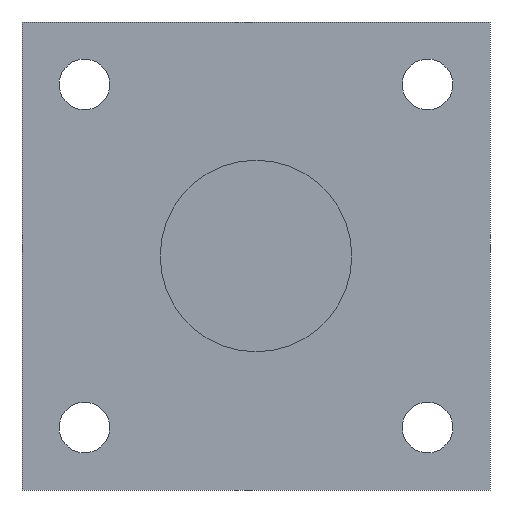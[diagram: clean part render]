
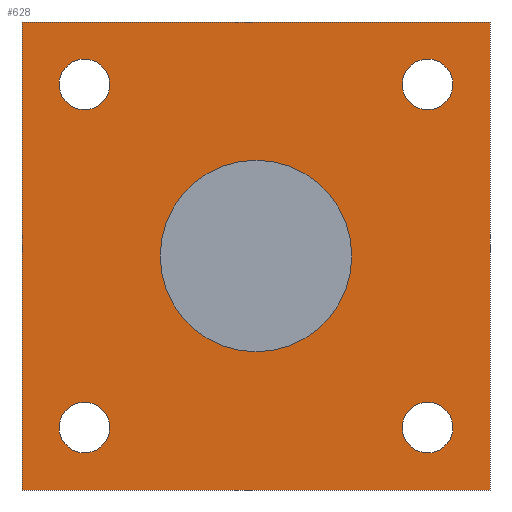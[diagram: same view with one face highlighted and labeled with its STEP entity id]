
A CAD part, left-side view. The second image highlights one B-rep face of the part: STEP entity #628.
In plain terms, the highlighted planar face has unit normal (-1, 0, 0).
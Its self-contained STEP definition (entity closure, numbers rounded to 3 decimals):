
#53=LINE('',#922,#85);
#54=LINE('',#925,#86);
#55=LINE('',#927,#87);
#56=LINE('',#929,#88);
#85=VECTOR('',#790,1000.);
#86=VECTOR('',#791,1000.);
#87=VECTOR('',#792,1000.);
#88=VECTOR('',#793,1000.);
#102=PLANE('',#682);
#173=ORIENTED_EDGE('',*,*,#254,.T.);
#174=ORIENTED_EDGE('',*,*,#255,.F.);
#175=ORIENTED_EDGE('',*,*,#256,.F.);
#176=ORIENTED_EDGE('',*,*,#257,.F.);
#177=ORIENTED_EDGE('',*,*,#258,.F.);
#178=ORIENTED_EDGE('',*,*,#233,.T.);
#179=ORIENTED_EDGE('',*,*,#231,.T.);
#180=ORIENTED_EDGE('',*,*,#219,.T.);
#181=ORIENTED_EDGE('',*,*,#217,.T.);
#217=EDGE_CURVE('',#269,#269,#309,.T.);
#219=EDGE_CURVE('',#271,#271,#311,.T.);
#231=EDGE_CURVE('',#281,#281,#315,.T.);
#233=EDGE_CURVE('',#283,#283,#317,.T.);
#254=EDGE_CURVE('',#299,#299,#323,.T.);
#255=EDGE_CURVE('',#300,#301,#53,.T.);
#256=EDGE_CURVE('',#302,#300,#54,.T.);
#257=EDGE_CURVE('',#303,#302,#55,.T.);
#258=EDGE_CURVE('',#301,#303,#56,.T.);
#269=VERTEX_POINT('',#841);
#271=VERTEX_POINT('',#846);
#281=VERTEX_POINT('',#872);
#283=VERTEX_POINT('',#877);
#299=VERTEX_POINT('',#921);
#300=VERTEX_POINT('',#923);
#301=VERTEX_POINT('',#924);
#302=VERTEX_POINT('',#926);
#303=VERTEX_POINT('',#928);
#309=CIRCLE('',#656,5.159);
#311=CIRCLE('',#659,5.159);
#315=CIRCLE('',#667,5.159);
#317=CIRCLE('',#670,5.159);
#323=CIRCLE('',#683,19.5);
#356=EDGE_LOOP('',(#173));
#357=EDGE_LOOP('',(#174,#175,#176,#177));
#358=EDGE_LOOP('',(#178));
#359=EDGE_LOOP('',(#179));
#360=EDGE_LOOP('',(#180));
#361=EDGE_LOOP('',(#181));
#406=FACE_BOUND('',#356,.T.);
#407=FACE_BOUND('',#357,.T.);
#408=FACE_BOUND('',#358,.T.);
#409=FACE_BOUND('',#359,.T.);
#410=FACE_BOUND('',#360,.T.);
#411=FACE_BOUND('',#361,.T.);
#628=ADVANCED_FACE('',(#406,#407,#408,#409,#410,#411),#102,.F.);
#656=AXIS2_PLACEMENT_3D('',#840,#711,#712);
#659=AXIS2_PLACEMENT_3D('',#845,#717,#718);
#667=AXIS2_PLACEMENT_3D('',#871,#741,#742);
#670=AXIS2_PLACEMENT_3D('',#876,#747,#748);
#682=AXIS2_PLACEMENT_3D('',#919,#786,#787);
#683=AXIS2_PLACEMENT_3D('',#920,#788,#789);
#711=DIRECTION('',(1.,0.,0.));
#712=DIRECTION('',(0.,0.,-1.));
#717=DIRECTION('',(1.,0.,0.));
#718=DIRECTION('',(0.,0.,-1.));
#741=DIRECTION('',(1.,0.,0.));
#742=DIRECTION('',(0.,0.,-1.));
#747=DIRECTION('',(1.,0.,0.));
#748=DIRECTION('',(0.,0.,-1.));
#786=DIRECTION('',(1.,0.,0.));
#787=DIRECTION('',(0.,0.,-1.));
#788=DIRECTION('',(1.,0.,0.));
#789=DIRECTION('',(0.,0.,-1.));
#790=DIRECTION('',(0.,0.,1.));
#791=DIRECTION('',(0.,1.,0.));
#792=DIRECTION('',(0.,0.,-1.));
#793=DIRECTION('',(0.,-1.,0.));
#840=CARTESIAN_POINT('',(0.,34.925,-34.925));
#841=CARTESIAN_POINT('',(0.,34.925,-40.084));
#845=CARTESIAN_POINT('',(0.,-34.925,-34.925));
#846=CARTESIAN_POINT('',(0.,-34.925,-40.084));
#871=CARTESIAN_POINT('',(0.,-34.925,34.925));
#872=CARTESIAN_POINT('',(0.,-34.925,29.766));
#876=CARTESIAN_POINT('',(0.,34.925,34.925));
#877=CARTESIAN_POINT('',(0.,34.925,29.766));
#919=CARTESIAN_POINT('',(0.,0.,0.));
#920=CARTESIAN_POINT('',(0.,0.,0.));
#921=CARTESIAN_POINT('',(0.,0.,-19.5));
#922=CARTESIAN_POINT('',(0.,47.625,-47.625));
#923=CARTESIAN_POINT('',(0.,47.625,-47.625));
#924=CARTESIAN_POINT('',(0.,47.625,47.625));
#925=CARTESIAN_POINT('',(0.,-47.625,-47.625));
#926=CARTESIAN_POINT('',(0.,-47.625,-47.625));
#927=CARTESIAN_POINT('',(0.,-47.625,47.625));
#928=CARTESIAN_POINT('',(0.,-47.625,47.625));
#929=CARTESIAN_POINT('',(0.,47.625,47.625));
